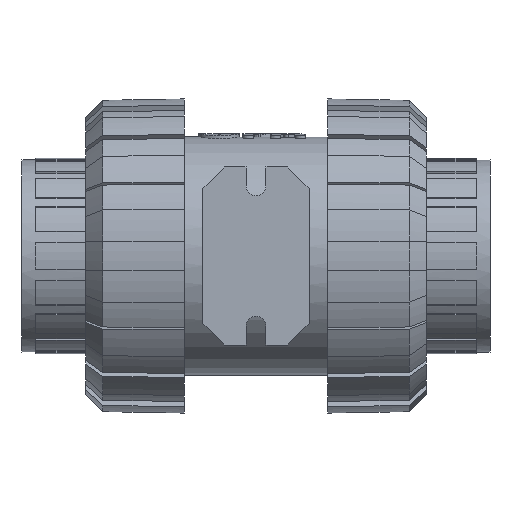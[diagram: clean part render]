
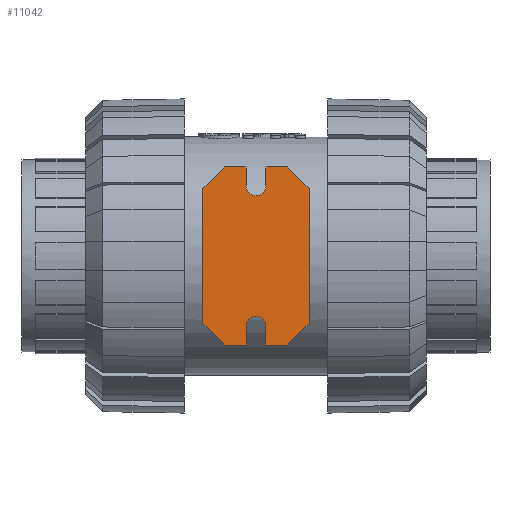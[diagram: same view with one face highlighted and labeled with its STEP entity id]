
A CAD part, front view. The second image highlights one B-rep face of the part: STEP entity #11042.
In plain terms, the highlighted planar face has unit normal (0, -1, 0).
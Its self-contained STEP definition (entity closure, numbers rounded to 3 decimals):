
#979=PLANE('',#12035);
#1498=FACE_OUTER_BOUND('',#2104,.T.);
#2104=EDGE_LOOP('',(#9746,#9747,#9748,#9749,#9750,#9751,#9752,#9753,#9754,
#9755,#9756,#9757,#9758,#9759,#9760,#9761));
#2877=LINE('',#19165,#3696);
#2929=LINE('',#19280,#3748);
#2931=LINE('',#19284,#3750);
#2933=LINE('',#19288,#3752);
#2936=LINE('',#19296,#3755);
#2938=LINE('',#19300,#3757);
#2940=LINE('',#19304,#3759);
#2942=LINE('',#19308,#3761);
#2944=LINE('',#19312,#3763);
#2946=LINE('',#19316,#3765);
#2948=LINE('',#19320,#3767);
#2951=LINE('',#19328,#3770);
#2953=LINE('',#19332,#3772);
#2954=LINE('',#19334,#3773);
#3696=VECTOR('',#14479,1.);
#3748=VECTOR('',#14587,1.);
#3750=VECTOR('',#14591,1.);
#3752=VECTOR('',#14595,1.);
#3755=VECTOR('',#14604,1.);
#3757=VECTOR('',#14608,1.);
#3759=VECTOR('',#14612,1.);
#3761=VECTOR('',#14616,1.);
#3763=VECTOR('',#14620,1.);
#3765=VECTOR('',#14624,1.);
#3767=VECTOR('',#14628,1.);
#3770=VECTOR('',#14637,1.);
#3772=VECTOR('',#14641,1.);
#3773=VECTOR('',#14644,1.);
#4251=CIRCLE('',#12022,3.2);
#4252=CIRCLE('',#12031,3.2);
#5212=VERTEX_POINT('',#19162);
#5213=VERTEX_POINT('',#19164);
#5248=VERTEX_POINT('',#19278);
#5249=VERTEX_POINT('',#19282);
#5250=VERTEX_POINT('',#19286);
#5251=VERTEX_POINT('',#19290);
#5252=VERTEX_POINT('',#19294);
#5253=VERTEX_POINT('',#19298);
#5254=VERTEX_POINT('',#19302);
#5255=VERTEX_POINT('',#19306);
#5256=VERTEX_POINT('',#19310);
#5257=VERTEX_POINT('',#19314);
#5258=VERTEX_POINT('',#19318);
#5259=VERTEX_POINT('',#19322);
#5260=VERTEX_POINT('',#19326);
#5261=VERTEX_POINT('',#19330);
#6732=EDGE_CURVE('',#5213,#5212,#2877,.T.);
#6790=EDGE_CURVE('',#5212,#5248,#2929,.T.);
#6792=EDGE_CURVE('',#5248,#5249,#2931,.T.);
#6794=EDGE_CURVE('',#5249,#5250,#2933,.T.);
#6796=EDGE_CURVE('',#5250,#5251,#4251,.T.);
#6798=EDGE_CURVE('',#5251,#5252,#2936,.T.);
#6800=EDGE_CURVE('',#5252,#5253,#2938,.T.);
#6802=EDGE_CURVE('',#5253,#5254,#2940,.T.);
#6804=EDGE_CURVE('',#5254,#5255,#2942,.T.);
#6806=EDGE_CURVE('',#5255,#5256,#2944,.T.);
#6808=EDGE_CURVE('',#5256,#5257,#2946,.T.);
#6810=EDGE_CURVE('',#5257,#5258,#2948,.T.);
#6812=EDGE_CURVE('',#5258,#5259,#4252,.T.);
#6814=EDGE_CURVE('',#5259,#5260,#2951,.T.);
#6816=EDGE_CURVE('',#5260,#5261,#2953,.T.);
#6817=EDGE_CURVE('',#5261,#5213,#2954,.T.);
#9746=ORIENTED_EDGE('',*,*,#6732,.T.);
#9747=ORIENTED_EDGE('',*,*,#6790,.T.);
#9748=ORIENTED_EDGE('',*,*,#6792,.T.);
#9749=ORIENTED_EDGE('',*,*,#6794,.T.);
#9750=ORIENTED_EDGE('',*,*,#6796,.T.);
#9751=ORIENTED_EDGE('',*,*,#6798,.T.);
#9752=ORIENTED_EDGE('',*,*,#6800,.T.);
#9753=ORIENTED_EDGE('',*,*,#6802,.T.);
#9754=ORIENTED_EDGE('',*,*,#6804,.T.);
#9755=ORIENTED_EDGE('',*,*,#6806,.T.);
#9756=ORIENTED_EDGE('',*,*,#6808,.T.);
#9757=ORIENTED_EDGE('',*,*,#6810,.T.);
#9758=ORIENTED_EDGE('',*,*,#6812,.T.);
#9759=ORIENTED_EDGE('',*,*,#6814,.T.);
#9760=ORIENTED_EDGE('',*,*,#6816,.T.);
#9761=ORIENTED_EDGE('',*,*,#6817,.T.);
#11042=ADVANCED_FACE('',(#1498),#979,.F.);
#12022=AXIS2_PLACEMENT_3D('',#19292,#14599,#14600);
#12031=AXIS2_PLACEMENT_3D('',#19324,#14632,#14633);
#12035=AXIS2_PLACEMENT_3D('',#19335,#14645,#14646);
#14479=DIRECTION('',(0.,0.,-1.));
#14587=DIRECTION('',(0.707,0.,-0.707));
#14591=DIRECTION('',(1.,0.,0.));
#14595=DIRECTION('',(0.,0.,1.));
#14599=DIRECTION('center_axis',(0.,1.,0.));
#14600=DIRECTION('ref_axis',(-1.,0.,0.));
#14604=DIRECTION('',(0.,0.,-1.));
#14608=DIRECTION('',(1.,0.,0.));
#14612=DIRECTION('',(0.707,0.,0.707));
#14616=DIRECTION('',(0.,0.,1.));
#14620=DIRECTION('',(-0.707,0.,0.707));
#14624=DIRECTION('',(-1.,0.,0.));
#14628=DIRECTION('',(0.,0.,-1.));
#14632=DIRECTION('center_axis',(0.,1.,0.));
#14633=DIRECTION('ref_axis',(1.,0.,0.));
#14637=DIRECTION('',(0.,0.,1.));
#14641=DIRECTION('',(-1.,0.,0.));
#14644=DIRECTION('',(-0.707,0.,-0.707));
#14645=DIRECTION('center_axis',(0.,1.,0.));
#14646=DIRECTION('ref_axis',(1.,0.,0.));
#19162=CARTESIAN_POINT('',(-17.,-56.,-21.5));
#19164=CARTESIAN_POINT('',(-17.,-56.,21.5));
#19165=CARTESIAN_POINT('',(-17.,-56.,0.));
#19278=CARTESIAN_POINT('',(-10.,-56.,-28.5));
#19280=CARTESIAN_POINT('',(-17.,-56.,-21.5));
#19282=CARTESIAN_POINT('',(-3.2,-56.,-28.5));
#19284=CARTESIAN_POINT('',(-10.,-56.,-28.5));
#19286=CARTESIAN_POINT('',(-3.2,-56.,-22.5));
#19288=CARTESIAN_POINT('',(-3.2,-56.,-28.5));
#19290=CARTESIAN_POINT('',(3.2,-56.,-22.5));
#19292=CARTESIAN_POINT('Origin',(0.,-56.,-22.5));
#19294=CARTESIAN_POINT('',(3.2,-56.,-28.5));
#19296=CARTESIAN_POINT('',(3.2,-56.,-22.5));
#19298=CARTESIAN_POINT('',(10.,-56.,-28.5));
#19300=CARTESIAN_POINT('',(3.2,-56.,-28.5));
#19302=CARTESIAN_POINT('',(17.,-56.,-21.5));
#19304=CARTESIAN_POINT('',(10.,-56.,-28.5));
#19306=CARTESIAN_POINT('',(17.,-56.,21.5));
#19308=CARTESIAN_POINT('',(17.,-56.,-21.5));
#19310=CARTESIAN_POINT('',(10.,-56.,28.5));
#19312=CARTESIAN_POINT('',(17.,-56.,21.5));
#19314=CARTESIAN_POINT('',(3.2,-56.,28.5));
#19316=CARTESIAN_POINT('',(10.,-56.,28.5));
#19318=CARTESIAN_POINT('',(3.2,-56.,22.5));
#19320=CARTESIAN_POINT('',(3.2,-56.,28.5));
#19322=CARTESIAN_POINT('',(-3.2,-56.,22.5));
#19324=CARTESIAN_POINT('Origin',(0.,-56.,22.5));
#19326=CARTESIAN_POINT('',(-3.2,-56.,28.5));
#19328=CARTESIAN_POINT('',(-3.2,-56.,22.5));
#19330=CARTESIAN_POINT('',(-10.,-56.,28.5));
#19332=CARTESIAN_POINT('',(-3.2,-56.,28.5));
#19334=CARTESIAN_POINT('',(-10.,-56.,28.5));
#19335=CARTESIAN_POINT('Origin',(0.,-56.,0.));
